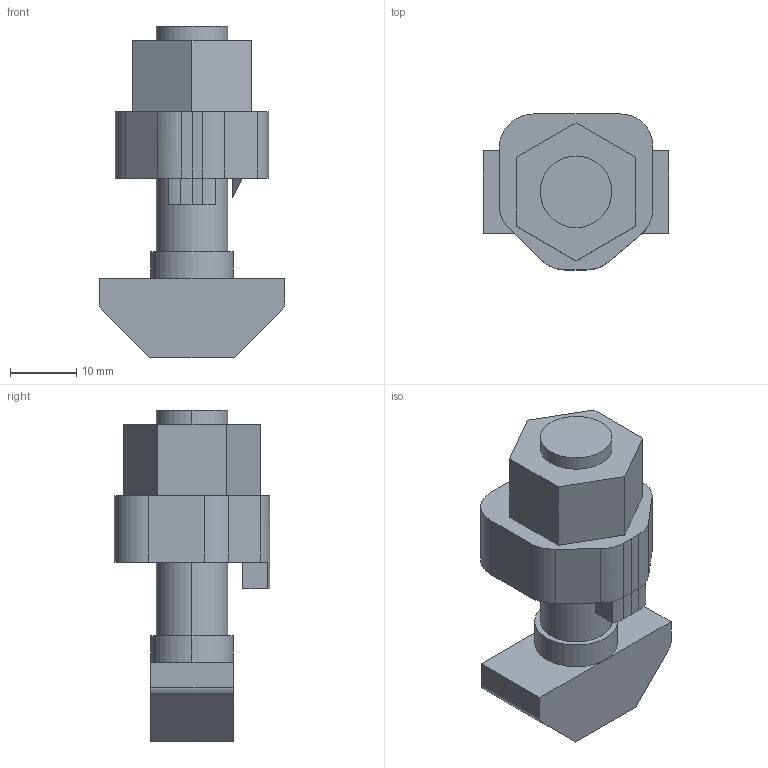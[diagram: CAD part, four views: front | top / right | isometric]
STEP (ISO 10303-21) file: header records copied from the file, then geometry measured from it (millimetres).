
FILE_DESCRIPTION (( 'STEP AP214' ), '1' );
FILE_NAME ('R951-510.STEP', '2024-06-18T10:38:35', ( '' ), ( '' ), 'SwSTEP 2.0', 'SolidWorks 2024', '' );
FILE_SCHEMA (( 'AUTOMOTIVE_DESIGN' ));
Length unit declared in the file: millimetre
Products named in the file (1): R951-510
Bounding box: 28 x 23.51 x 50 mm (x, y, z)
Volume: 12787 mm3; surface area: 5105.2 mm2
Topology: 1 solids, 1 shells, 66 faces, 164 edges, 105 vertices
Faces by surface type: plane 48, cylinder 18
Entity records: 1973 total; most frequent: CARTESIAN_POINT 348, DIRECTION 336, ORIENTED_EDGE 328, EDGE_CURVE 164, LINE 118, VECTOR 118, AXIS2_PLACEMENT_3D 109, VERTEX_POINT 105
